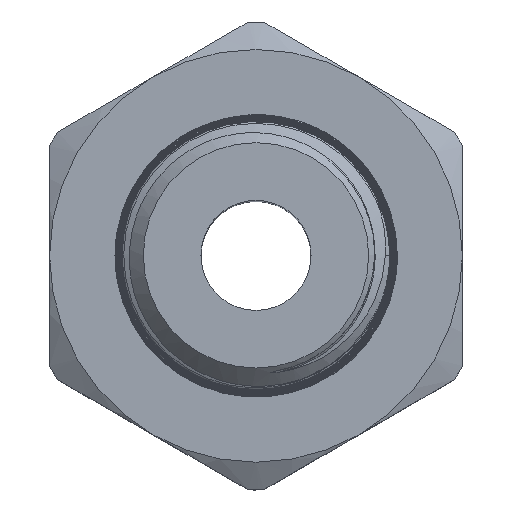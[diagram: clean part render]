
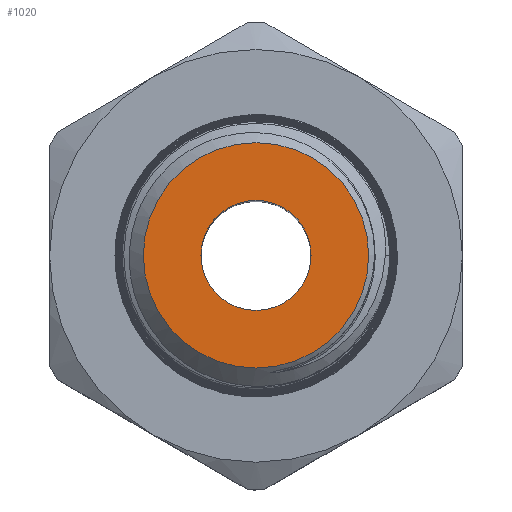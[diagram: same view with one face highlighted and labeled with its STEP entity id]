
A CAD part, top view. The second image highlights one B-rep face of the part: STEP entity #1020.
In plain terms, the highlighted planar face has unit normal (0, 0, 1).
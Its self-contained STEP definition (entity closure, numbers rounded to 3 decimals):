
#58=FACE_BOUND('',#156,.T.);
#66=PLANE('',#1099);
#95=FACE_OUTER_BOUND('',#155,.T.);
#155=EDGE_LOOP('',(#735));
#156=EDGE_LOOP('',(#736));
#270=CIRCLE('',#1098,4.095);
#271=CIRCLE('',#1100,2.);
#429=VERTEX_POINT('',#4291);
#432=VERTEX_POINT('',#4341);
#553=EDGE_CURVE('',#429,#429,#270,.T.);
#557=EDGE_CURVE('',#432,#432,#271,.T.);
#735=ORIENTED_EDGE('',*,*,#553,.F.);
#736=ORIENTED_EDGE('',*,*,#557,.F.);
#1020=ADVANCED_FACE('',(#95,#58),#66,.F.);
#1098=AXIS2_PLACEMENT_3D('',#4293,#1235,#1236);
#1099=AXIS2_PLACEMENT_3D('',#4340,#1237,#1238);
#1100=AXIS2_PLACEMENT_3D('',#4342,#1239,#1240);
#1235=DIRECTION('center_axis',(0.,0.,-1.));
#1236=DIRECTION('ref_axis',(-1.,0.,0.));
#1237=DIRECTION('center_axis',(0.,0.,-1.));
#1238=DIRECTION('ref_axis',(-1.,0.,0.));
#1239=DIRECTION('center_axis',(0.,0.,1.));
#1240=DIRECTION('ref_axis',(0.,1.,0.));
#4291=CARTESIAN_POINT('',(4.095,0.,10.));
#4293=CARTESIAN_POINT('Origin',(0.,0.,10.));
#4340=CARTESIAN_POINT('Origin',(0.,0.,10.));
#4341=CARTESIAN_POINT('',(0.,-2.,10.));
#4342=CARTESIAN_POINT('Origin',(0.,0.,10.));
